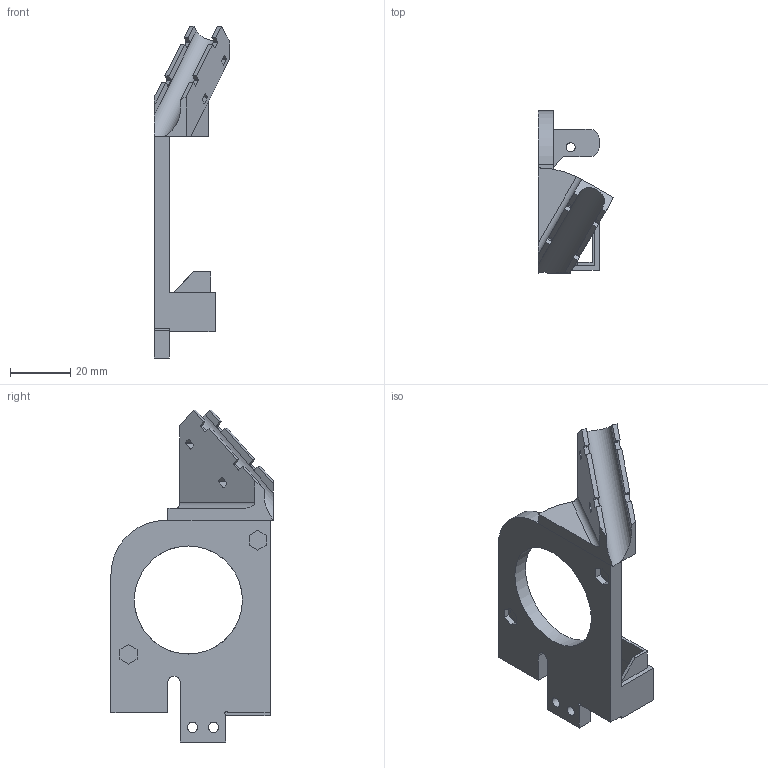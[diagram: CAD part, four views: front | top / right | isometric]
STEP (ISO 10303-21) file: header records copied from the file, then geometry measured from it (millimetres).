
FILE_DESCRIPTION(('FreeCAD Model'),'2;1');
FILE_NAME('Open CASCADE Shape Model','2024-06-18T08:32:36',(''),(''), 'Open CASCADE STEP processor 7.6','FreeCAD','Unknown');
FILE_SCHEMA(('AUTOMOTIVE_DESIGN { 1 0 10303 214 1 1 1 1 }'));
Length unit declared in the file: millimetre
Products named in the file (1): 3DTouch-Holder_45/30Cable
Bounding box: 25.02 x 54 x 110.59 mm (x, y, z)
Volume: 19340.9 mm3; surface area: 13015.3 mm2
Topology: 1 solids, 1 shells, 145 faces, 402 edges, 266 vertices
Faces by surface type: plane 111, cylinder 32, cone 2
Full cylindrical faces by diameter (mm): 3 x2, 3.4 x2, 4.4 x2, 36 x1
Entity records: 4671 total; most frequent: CARTESIAN_POINT 833, ORIENTED_EDGE 804, DIRECTION 765, EDGE_CURVE 402, LINE 329, VECTOR 329, VERTEX_POINT 266, AXIS2_PLACEMENT_3D 218
